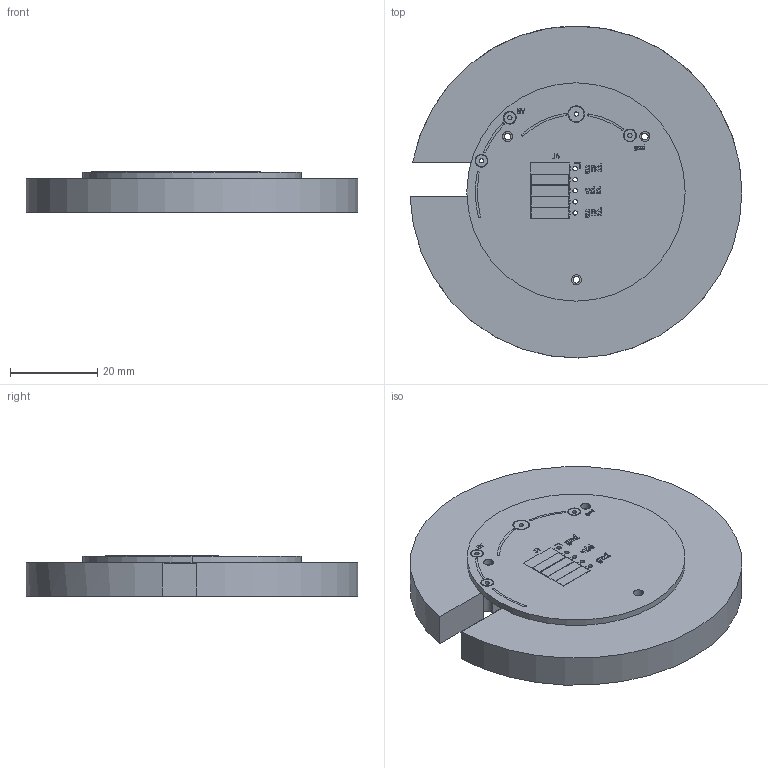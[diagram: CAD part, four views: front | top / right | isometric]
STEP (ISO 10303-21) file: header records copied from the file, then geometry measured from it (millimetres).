
FILE_DESCRIPTION (( 'STEP AP214' ), '1' );
FILE_NAME ('Base_Piece.STEP', '2025-08-14T20:42:25', ( '' ), ( '' ), 'SwSTEP 2.0', 'SolidWorks 2025', '' );
FILE_SCHEMA (( 'AUTOMOTIVE_DESIGN' ));
Length unit declared in the file: inch
Products named in the file (5): Pottery_Power_silkscreen.step; Part3^Assem1; Pottery_Power.step; Base_Piece; Pottery_Power_PCB.step
Assembly tree (4 placements, depth 3):
  Base_Piece
    Pottery_Power.step
      Pottery_Power_silkscreen.step
      Pottery_Power_PCB.step
    Part3^Assem1
Bounding box: 76.19 x 76.2 x 9.21 mm (x, y, z)
Volume: 34067.7 mm3; surface area: 15404.2 mm2
Topology: 2 solids, 46 shells, 97 faces, 1021 edges, 971 vertices
Faces by surface type: plane 58, cylinder 39
Entity records: 10879 total; most frequent: CARTESIAN_POINT 5324, ORIENTED_EDGE 1170, EDGE_CURVE 1021, VERTEX_POINT 971, B_SPLINE_CURVE_WITH_KNOTS 872, DIRECTION 442, AXIS2_PLACEMENT_3D 187, EDGE_LOOP 152
